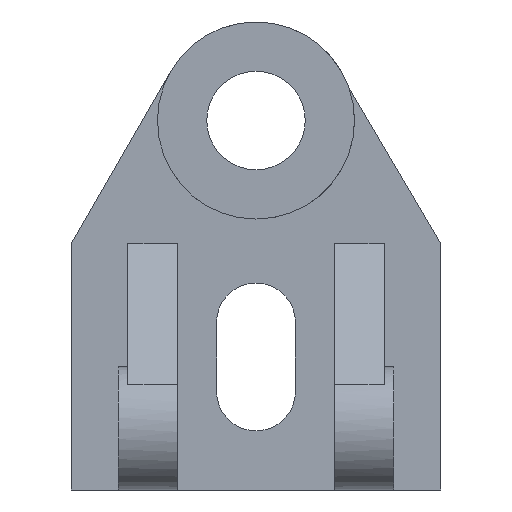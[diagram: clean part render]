
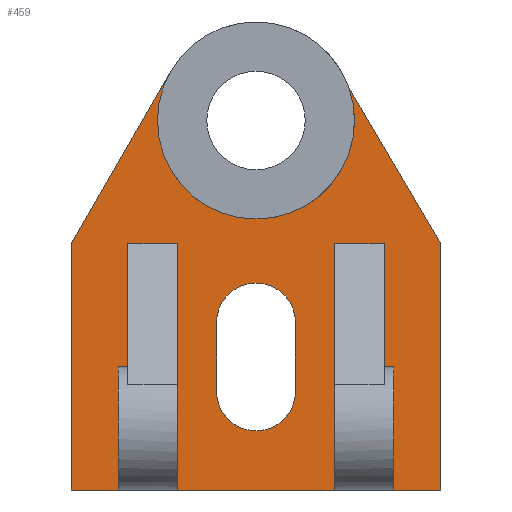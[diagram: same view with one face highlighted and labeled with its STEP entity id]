
A CAD part, front view. The second image highlights one B-rep face of the part: STEP entity #459.
In plain terms, the highlighted planar face has unit normal (0, -1, 0).
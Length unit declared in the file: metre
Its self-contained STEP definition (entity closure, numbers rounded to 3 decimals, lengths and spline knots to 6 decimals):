
#20=LINE('',#684,#64);
#21=LINE('',#686,#65);
#22=LINE('',#688,#66);
#23=LINE('',#690,#67);
#24=LINE('',#692,#68);
#25=LINE('',#694,#69);
#26=LINE('',#696,#70);
#27=LINE('',#698,#71);
#28=LINE('',#700,#72);
#29=LINE('',#702,#73);
#30=LINE('',#704,#74);
#31=LINE('',#706,#75);
#32=LINE('',#708,#76);
#33=LINE('',#709,#77);
#34=LINE('',#714,#78);
#64=VECTOR('',#549,1.);
#65=VECTOR('',#550,1.);
#66=VECTOR('',#551,1.);
#67=VECTOR('',#552,1.);
#68=VECTOR('',#553,1.);
#69=VECTOR('',#554,1.);
#70=VECTOR('',#555,1.);
#71=VECTOR('',#556,1.);
#72=VECTOR('',#557,1.);
#73=VECTOR('',#558,1.);
#74=VECTOR('',#559,1.);
#75=VECTOR('',#560,1.);
#76=VECTOR('',#561,1.);
#77=VECTOR('',#562,1.);
#78=VECTOR('',#565,1.);
#108=ORIENTED_EDGE('',*,*,#234,.F.);
#109=ORIENTED_EDGE('',*,*,#235,.F.);
#110=ORIENTED_EDGE('',*,*,#236,.F.);
#111=ORIENTED_EDGE('',*,*,#237,.T.);
#112=ORIENTED_EDGE('',*,*,#238,.T.);
#113=ORIENTED_EDGE('',*,*,#239,.T.);
#114=ORIENTED_EDGE('',*,*,#240,.T.);
#115=ORIENTED_EDGE('',*,*,#241,.T.);
#116=ORIENTED_EDGE('',*,*,#242,.F.);
#117=ORIENTED_EDGE('',*,*,#243,.F.);
#118=ORIENTED_EDGE('',*,*,#244,.F.);
#119=ORIENTED_EDGE('',*,*,#245,.T.);
#120=ORIENTED_EDGE('',*,*,#246,.T.);
#121=ORIENTED_EDGE('',*,*,#247,.F.);
#122=ORIENTED_EDGE('',*,*,#248,.F.);
#123=ORIENTED_EDGE('',*,*,#249,.F.);
#124=ORIENTED_EDGE('',*,*,#250,.F.);
#125=ORIENTED_EDGE('',*,*,#251,.F.);
#234=EDGE_CURVE('',#297,#298,#342,.T.);
#235=EDGE_CURVE('',#299,#297,#20,.T.);
#236=EDGE_CURVE('',#300,#299,#21,.T.);
#237=EDGE_CURVE('',#300,#301,#22,.T.);
#238=EDGE_CURVE('',#301,#302,#23,.T.);
#239=EDGE_CURVE('',#302,#303,#24,.T.);
#240=EDGE_CURVE('',#303,#304,#25,.T.);
#241=EDGE_CURVE('',#304,#305,#26,.T.);
#242=EDGE_CURVE('',#306,#305,#27,.T.);
#243=EDGE_CURVE('',#307,#306,#28,.T.);
#244=EDGE_CURVE('',#308,#307,#29,.T.);
#245=EDGE_CURVE('',#308,#309,#30,.T.);
#246=EDGE_CURVE('',#309,#310,#31,.T.);
#247=EDGE_CURVE('',#298,#310,#32,.T.);
#248=EDGE_CURVE('',#311,#312,#33,.T.);
#249=EDGE_CURVE('',#313,#311,#343,.T.);
#250=EDGE_CURVE('',#314,#313,#34,.T.);
#251=EDGE_CURVE('',#312,#314,#344,.T.);
#297=VERTEX_POINT('',#682);
#298=VERTEX_POINT('',#683);
#299=VERTEX_POINT('',#685);
#300=VERTEX_POINT('',#687);
#301=VERTEX_POINT('',#689);
#302=VERTEX_POINT('',#691);
#303=VERTEX_POINT('',#693);
#304=VERTEX_POINT('',#695);
#305=VERTEX_POINT('',#697);
#306=VERTEX_POINT('',#699);
#307=VERTEX_POINT('',#701);
#308=VERTEX_POINT('',#703);
#309=VERTEX_POINT('',#705);
#310=VERTEX_POINT('',#707);
#311=VERTEX_POINT('',#710);
#312=VERTEX_POINT('',#711);
#313=VERTEX_POINT('',#713);
#314=VERTEX_POINT('',#715);
#342=CIRCLE('',#499,0.02);
#343=CIRCLE('',#500,0.008);
#344=CIRCLE('',#501,0.008);
#361=EDGE_LOOP('',(#108,#109,#110,#111,#112,#113,#114,#115,#116,#117,#118,
#119,#120,#121));
#362=EDGE_LOOP('',(#122,#123,#124,#125));
#401=FACE_BOUND('',#361,.T.);
#402=FACE_BOUND('',#362,.T.);
#441=PLANE('',#498);
#459=ADVANCED_FACE('',(#401,#402),#441,.T.);
#498=AXIS2_PLACEMENT_3D('',#680,#545,#546);
#499=AXIS2_PLACEMENT_3D('',#681,#547,#548);
#500=AXIS2_PLACEMENT_3D('',#712,#563,#564);
#501=AXIS2_PLACEMENT_3D('',#716,#566,#567);
#545=DIRECTION('',(0.,-1.,0.));
#546=DIRECTION('',(1.,0.,0.));
#547=DIRECTION('',(0.,-1.,0.));
#548=DIRECTION('',(0.,0.,-1.));
#549=DIRECTION('',(0.499,0.,0.866));
#550=DIRECTION('',(0.,0.,1.));
#551=DIRECTION('',(1.,0.,0.));
#552=DIRECTION('',(0.,0.,1.));
#553=DIRECTION('',(1.,0.,0.));
#554=DIRECTION('',(0.,0.,-1.));
#555=DIRECTION('',(1.,0.,0.));
#556=DIRECTION('',(0.,0.,-1.));
#557=DIRECTION('',(-1.,0.,0.));
#558=DIRECTION('',(0.,0.,1.));
#559=DIRECTION('',(1.,0.,0.));
#560=DIRECTION('',(0.,0.,1.));
#561=DIRECTION('',(0.507,0.,-0.862));
#562=DIRECTION('',(0.,0.,1.));
#563=DIRECTION('',(0.,-1.,0.));
#564=DIRECTION('',(0.,0.,-1.));
#565=DIRECTION('',(0.,0.,-1.));
#566=DIRECTION('',(0.,-1.,0.));
#567=DIRECTION('',(0.,0.,-1.));
#680=CARTESIAN_POINT('',(0.,-0.012,0.01));
#681=CARTESIAN_POINT('',(0.,-0.012,0.0375));
#682=CARTESIAN_POINT('',(-0.017326,-0.012,0.04749));
#683=CARTESIAN_POINT('',(0.018813,-0.012,0.044288));
#684=CARTESIAN_POINT('',(-0.027413,-0.012,0.029995));
#685=CARTESIAN_POINT('',(-0.0375,-0.012,0.0125));
#686=CARTESIAN_POINT('',(-0.0375,-0.012,-0.0125));
#687=CARTESIAN_POINT('',(-0.0375,-0.012,-0.0375));
#688=CARTESIAN_POINT('',(0.,-0.012,-0.0375));
#689=CARTESIAN_POINT('',(-0.026,-0.012,-0.0375));
#690=CARTESIAN_POINT('',(-0.026,-0.012,-0.0125));
#691=CARTESIAN_POINT('',(-0.026,-0.012,0.0125));
#692=CARTESIAN_POINT('',(-0.021,-0.012,0.0125));
#693=CARTESIAN_POINT('',(-0.016,-0.012,0.0125));
#694=CARTESIAN_POINT('',(-0.016,-0.012,-0.0125));
#695=CARTESIAN_POINT('',(-0.016,-0.012,-0.0375));
#696=CARTESIAN_POINT('',(0.,-0.012,-0.0375));
#697=CARTESIAN_POINT('',(0.016,-0.012,-0.0375));
#698=CARTESIAN_POINT('',(0.016,-0.012,-0.0125));
#699=CARTESIAN_POINT('',(0.016,-0.012,0.0125));
#700=CARTESIAN_POINT('',(0.021,-0.012,0.0125));
#701=CARTESIAN_POINT('',(0.026,-0.012,0.0125));
#702=CARTESIAN_POINT('',(0.026,-0.012,-0.0125));
#703=CARTESIAN_POINT('',(0.026,-0.012,-0.0375));
#704=CARTESIAN_POINT('',(0.,-0.012,-0.0375));
#705=CARTESIAN_POINT('',(0.0375,-0.012,-0.0375));
#706=CARTESIAN_POINT('',(0.0375,-0.012,-0.0125));
#707=CARTESIAN_POINT('',(0.0375,-0.012,0.0125));
#708=CARTESIAN_POINT('',(0.028156,-0.012,0.028394));
#709=CARTESIAN_POINT('',(0.008,-0.012,-0.0105));
#710=CARTESIAN_POINT('',(0.008,-0.012,-0.0175));
#711=CARTESIAN_POINT('',(0.008,-0.012,-0.0035));
#712=CARTESIAN_POINT('',(0.,-0.012,-0.0175));
#713=CARTESIAN_POINT('',(-0.008,-0.012,-0.0175));
#714=CARTESIAN_POINT('',(-0.008,-0.012,-0.0105));
#715=CARTESIAN_POINT('',(-0.008,-0.012,-0.0035));
#716=CARTESIAN_POINT('',(0.,-0.012,-0.0035));
